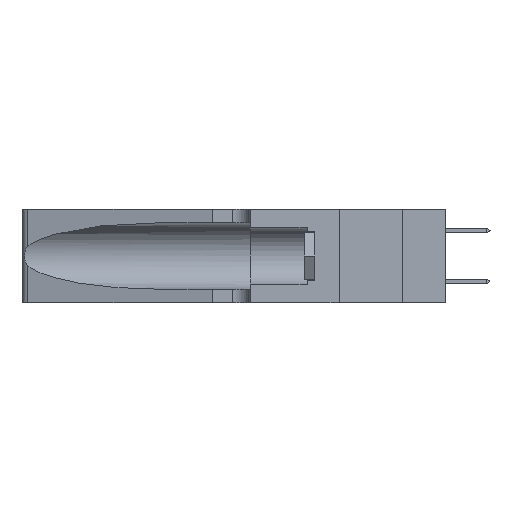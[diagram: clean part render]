
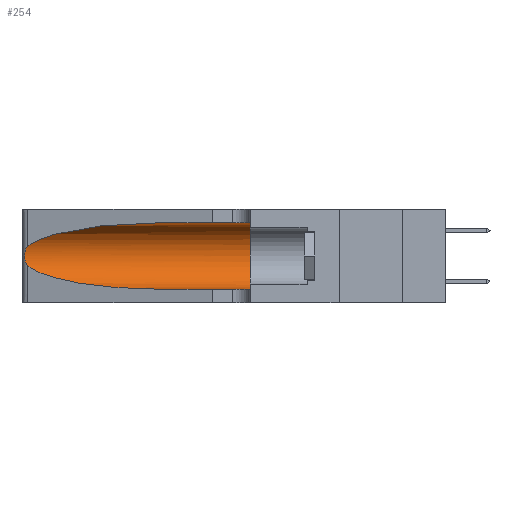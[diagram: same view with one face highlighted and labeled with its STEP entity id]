
A CAD part, left-side view. The second image highlights one B-rep face of the part: STEP entity #254.
In plain terms, the highlighted cylindrical face has radius 3.308 mm (diameter 6.617 mm), a partial arc.
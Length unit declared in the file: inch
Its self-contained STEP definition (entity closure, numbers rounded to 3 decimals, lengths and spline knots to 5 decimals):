
#254 = ADVANCED_FACE ( 'NONE', ( #34079 ), #29138, .F. ) ;
#405 = CARTESIAN_POINT ( 'NONE',  ( 0.25487, 1.22718, 0.22369 ) ) ;
#2382 = VERTEX_POINT ( 'NONE', #5930 ) ;
#2485 = ORIENTED_EDGE ( 'NONE', *, *, #21041, .T. ) ;
#2727 = CARTESIAN_POINT ( 'NONE',  ( 0.25639, 1.23186, 0.15144 ) ) ;
#2971 = CARTESIAN_POINT ( 'NONE',  ( 0.1305, 0.35, 0.185 ) ) ;
#3306 = VECTOR ( 'NONE', #18840, 39.37008 ) ;
#3455 = DIRECTION ( 'NONE',  ( 0., 1., 0. ) ) ;
#3980 = EDGE_CURVE ( 'NONE', #21752, #15352, #32009, .T. ) ;
#4035 = CARTESIAN_POINT ( 'NONE',  ( 0.2373, 1.15595, 0.28018 ) ) ;
#4371 = EDGE_CURVE ( 'NONE', #15352, #16641, #25320, .T. ) ;
#4529 = ORIENTED_EDGE ( 'NONE', *, *, #4371, .T. ) ;
#5930 = CARTESIAN_POINT ( 'NONE',  ( 0.1305, 0.72297, 0.05475 ) ) ;
#7763 = CARTESIAN_POINT ( 'NONE',  ( 0.25555, 1.22994, 0.2215 ) ) ;
#9747 = CARTESIAN_POINT ( 'NONE',  ( 0.1305, 1.61858, 0.05475 ) ) ;
#10815 = CARTESIAN_POINT ( 'NONE',  ( 0.1305, 1.61858, 0.185 ) ) ;
#11010 = CARTESIAN_POINT ( 'NONE',  ( 0.25487, 1.22718, 0.14631 ) ) ;
#11691 = LINE ( 'NONE', #24153, #32453 ) ;
#11877 = DIRECTION ( 'NONE',  ( 0., 0., 1. ) ) ;
#12440 = CARTESIAN_POINT ( 'NONE',  ( 0.25487, 1.22718, 0.22369 ) ) ;
#12992 = VERTEX_POINT ( 'NONE', #36176 ) ;
#13188 = CARTESIAN_POINT ( 'NONE',  ( 0.26018, 1.23835, 0.19895 ) ) ;
#13306 = CARTESIAN_POINT ( 'NONE',  ( 0.25787, 1.23484, 0.2124 ) ) ;
#13634 = ORIENTED_EDGE ( 'NONE', *, *, #21212, .T. ) ;
#14947 = EDGE_LOOP ( 'NONE', ( #25628, #4529, #2485, #13634, #23979, #37239 ) ) ;
#15352 = VERTEX_POINT ( 'NONE', #405 ) ;
#16091 = CARTESIAN_POINT ( 'NONE',  ( 0.26075, 1.23896, 0.178 ) ) ;
#16342 = CARTESIAN_POINT ( 'NONE',  ( 0.25487, 1.22718, 0.22369 ) ) ;
#16641 = VERTEX_POINT ( 'NONE', #22944 ) ;
#17960 = CARTESIAN_POINT ( 'NONE',  ( 0.1305, 0.35, 0.31525 ) ) ;
#18088 = DIRECTION ( 'NONE',  ( 0., -1., 0. ) ) ;
#18545 = AXIS2_PLACEMENT_3D ( 'NONE', #10815, #34403, #25777 ) ;
#18840 = DIRECTION ( 'NONE',  ( 0., -1., 0. ) ) ;
#19066 = CARTESIAN_POINT ( 'NONE',  ( 0.2373, 1.15595, 0.08982 ) ) ;
#19138 = CARTESIAN_POINT ( 'NONE',  ( 0.26017, 1.23833, 0.17102 ) ) ;
#21041 = EDGE_CURVE ( 'NONE', #16641, #2382, #34988, .T. ) ;
#21212 = EDGE_CURVE ( 'NONE', #2382, #12992, #28113, .T. ) ;
#21752 = VERTEX_POINT ( 'NONE', #26788 ) ;
#22276 = CARTESIAN_POINT ( 'NONE',  ( 0.25639, 1.23184, 0.21858 ) ) ;
#22944 = CARTESIAN_POINT ( 'NONE',  ( 0.25487, 1.22718, 0.14631 ) ) ;
#23344 = VERTEX_POINT ( 'NONE', #17960 ) ;
#23484 = EDGE_CURVE ( 'NONE', #21752, #23344, #11691, .T. ) ;
#23623 = CIRCLE ( 'NONE', #36297, 0.13025 ) ;
#23979 = ORIENTED_EDGE ( 'NONE', *, *, #33228, .F. ) ;
#24153 = CARTESIAN_POINT ( 'NONE',  ( 0.1305, 1.61858, 0.31525 ) ) ;
#24840 = CARTESIAN_POINT ( 'NONE',  ( 0.1305, 0.72297, 0.05475 ) ) ;
#24969 = CARTESIAN_POINT ( 'NONE',  ( 0.18966, 0.96281, 0.05475 ) ) ;
#25277 = CARTESIAN_POINT ( 'NONE',  ( 0.25555, 1.22993, 0.14849 ) ) ;
#25320 = B_SPLINE_CURVE_WITH_KNOTS ( 'NONE', 3,
 ( #16342, #7763, #22276, #13306, #30479, #13188, #33359, #16091, #19138, #27817, #37246, #2727, #25277, #11010 ),
 .UNSPECIFIED., .F., .F.,
 ( 4, 2, 2, 2, 2, 2, 4 ),
 ( 0., 0.00027, 0.00053, 0.00107, 0.0016, 0.00187, 0.00214 ),
 .UNSPECIFIED. ) ;
#25628 = ORIENTED_EDGE ( 'NONE', *, *, #3980, .T. ) ;
#25777 = DIRECTION ( 'NONE',  ( 0., 0., -1. ) ) ;
#26788 = CARTESIAN_POINT ( 'NONE',  ( 0.1305, 0.72297, 0.31525 ) ) ;
#27817 = CARTESIAN_POINT ( 'NONE',  ( 0.25856, 1.23593, 0.16098 ) ) ;
#28113 = LINE ( 'NONE', #9747, #3306 ) ;
#29138 = CYLINDRICAL_SURFACE ( 'NONE', #18545, 0.13025 ) ;
#30263 = CARTESIAN_POINT ( 'NONE',  ( 0.18966, 0.96281, 0.31525 ) ) ;
#30479 = CARTESIAN_POINT ( 'NONE',  ( 0.25854, 1.2359, 0.20912 ) ) ;
#32009 =( BOUNDED_CURVE ( )  B_SPLINE_CURVE ( 3, ( #36043, #30263, #4035, #12440 ),
 .UNSPECIFIED., .F., .F. ) 
 B_SPLINE_CURVE_WITH_KNOTS ( ( 4, 4 ),
 ( 1.5708, 2.84003 ),
 .UNSPECIFIED. ) 
 CURVE ( )  GEOMETRIC_REPRESENTATION_ITEM ( )  RATIONAL_B_SPLINE_CURVE ( ( 1., 0.87, 0.87, 1. ) ) 
 REPRESENTATION_ITEM ( '' )  );
#32453 = VECTOR ( 'NONE', #18088, 39.37008 ) ;
#33228 = EDGE_CURVE ( 'NONE', #23344, #12992, #23623, .T. ) ;
#33359 = CARTESIAN_POINT ( 'NONE',  ( 0.26075, 1.23896, 0.19203 ) ) ;
#34079 = FACE_OUTER_BOUND ( 'NONE', #14947, .T. ) ;
#34403 = DIRECTION ( 'NONE',  ( 0., -1., 0. ) ) ;
#34988 =( BOUNDED_CURVE ( )  B_SPLINE_CURVE ( 3, ( #36680, #19066, #24969, #24840 ),
 .UNSPECIFIED., .F., .T. ) 
 B_SPLINE_CURVE_WITH_KNOTS ( ( 4, 4 ),
 ( 3.44316, 4.71239 ),
 .UNSPECIFIED. ) 
 CURVE ( )  GEOMETRIC_REPRESENTATION_ITEM ( )  RATIONAL_B_SPLINE_CURVE ( ( 1., 0.87, 0.87, 1. ) ) 
 REPRESENTATION_ITEM ( '' )  );
#36043 = CARTESIAN_POINT ( 'NONE',  ( 0.1305, 0.72297, 0.31525 ) ) ;
#36176 = CARTESIAN_POINT ( 'NONE',  ( 0.1305, 0.35, 0.05475 ) ) ;
#36297 = AXIS2_PLACEMENT_3D ( 'NONE', #2971, #3455, #11877 ) ;
#36680 = CARTESIAN_POINT ( 'NONE',  ( 0.25487, 1.22718, 0.14631 ) ) ;
#37239 = ORIENTED_EDGE ( 'NONE', *, *, #23484, .F. ) ;
#37246 = CARTESIAN_POINT ( 'NONE',  ( 0.25789, 1.23486, 0.15765 ) ) ;
